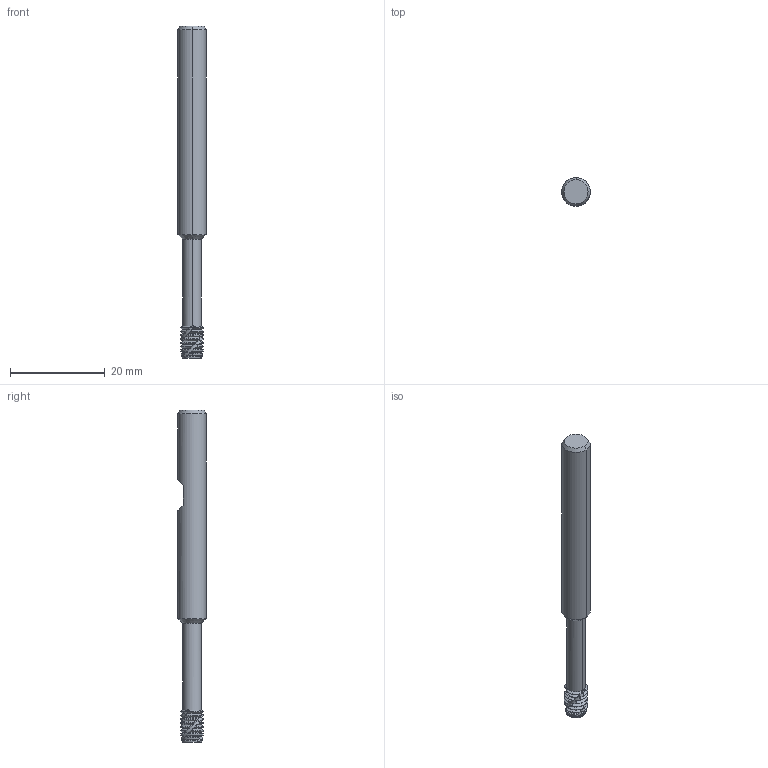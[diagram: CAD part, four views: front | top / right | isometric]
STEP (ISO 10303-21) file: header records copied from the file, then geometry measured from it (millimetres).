
FILE_DESCRIPTION(('no description'),'unknown implementation level');
FILE_NAME('solidoZml3cdtVXBhDziSA5kTIBIYGwE_1.STP',' ',('CIM GmbH Aachen'),('CADClick - KiM GmbH - www.kimweb.de'),'unknown preprocess','ACIS','unknown authorization');
FILE_SCHEMA(('automotive_design'));
Length unit declared in the file: millimetre
Products named in the file (2): 1; 2
Bounding box: 6 x 6 x 70 mm (x, y, z)
Volume: 1569.6 mm3; surface area: 1427.1 mm2
Topology: 2 solids, 2 shells, 203 faces, 565 edges, 365 vertices
Faces by surface type: cone 101, cylinder 81, plane 12, bspline 6, revolution 3
Entity records: 16033 total; most frequent: CARTESIAN_POINT 4835, STYLED_ITEM 1134, PRESENTATION_STYLE_ASSIGNMENT 1134, COLOUR_RGB 1134, ORIENTED_EDGE 1128, DIRECTION 927, EDGE_CURVE 564, CURVE_STYLE 564
